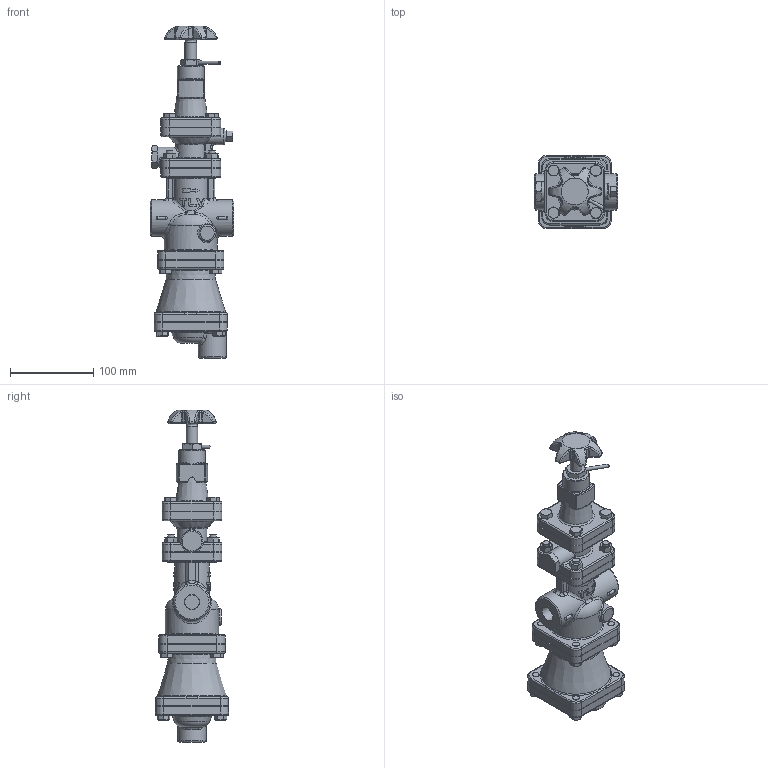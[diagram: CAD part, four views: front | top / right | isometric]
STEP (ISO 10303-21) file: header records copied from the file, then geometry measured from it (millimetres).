
FILE_DESCRIPTION((''),'2;1');
FILE_NAME('scos0-015-screw-00.stp','2009-08-27T13:31:20',('nakaot'),(''),'Autodesk Inventor 2008','Autodesk Inventor 2008','');
FILE_SCHEMA(('AUTOMOTIVE_DESIGN { 1 0 10303 214 1 1 1 1 }'));
Length unit declared in the file: millimetre
Products named in the file (1): scos0-015-screw-00
Bounding box: 100 x 88 x 400 mm (x, y, z)
Volume: 1211874.7 mm3; surface area: 157569.8 mm2
Topology: 1 solids, 1 shells, 930 faces, 2221 edges, 1329 vertices
Faces by surface type: plane 286, bspline 213, cylinder 202, cone 128, torus 73, sphere 28
Full cylindrical faces by diameter (mm): 4 x1, 8 x36, 14 x1, 20 x2, 24 x1, 32 x1, 32.5 x1, 34 x1, 44 x2, 50 x2, 64 x1, 70 x2
Entity records: 49375 total; most frequent: CARTESIAN_POINT 30101, ORIENTED_EDGE 4102, DIRECTION 3735, EDGE_CURVE 2051, AXIS2_PLACEMENT_3D 1550, VERTEX_POINT 1298, EDGE_LOOP 1137, FACE_OUTER_BOUND 930
